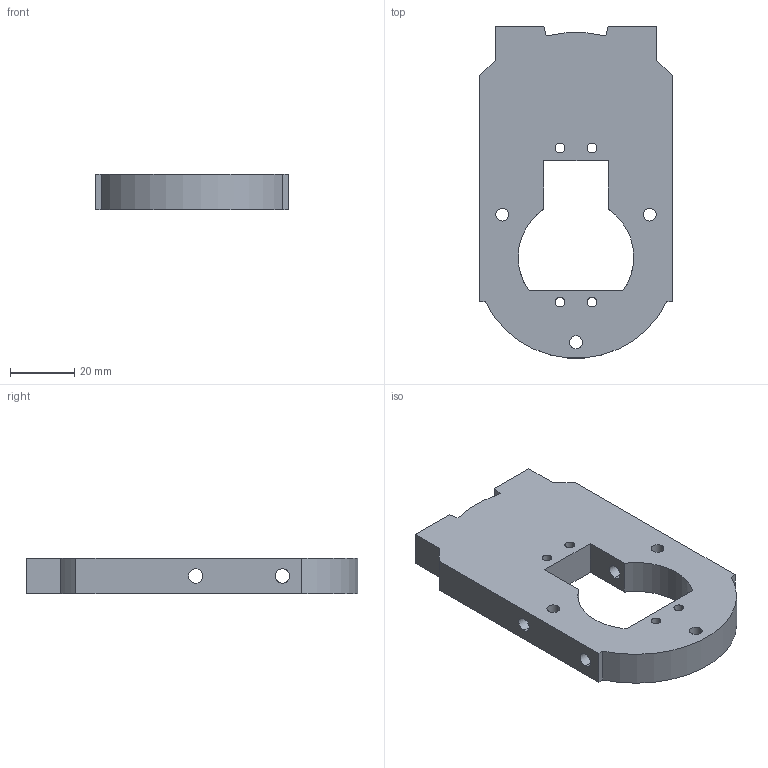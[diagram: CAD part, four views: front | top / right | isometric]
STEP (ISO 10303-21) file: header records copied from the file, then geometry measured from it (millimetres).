
FILE_DESCRIPTION (( 'STEP AP203' ), '1' );
FILE_NAME ('Base plate ¢÷.STE', '2024-05-08T23:56:22', ( '' ), ( '' ), 'SwSTEP 2.0', 'SolidWorks 2024', '' );
FILE_SCHEMA (( 'CONFIG_CONTROL_DESIGN' ));
Length unit declared in the file: millimetre
Products named in the file (1): Base plate Ⅶ
Bounding box: 60 x 103.38 x 11 mm (x, y, z)
Volume: 48424.9 mm3; surface area: 15517.4 mm2
Topology: 1 solids, 1 shells, 45 faces, 129 edges, 86 vertices
Faces by surface type: cylinder 29, plane 16
Entity records: 1718 total; most frequent: CARTESIAN_POINT 365, DIRECTION 271, ORIENTED_EDGE 258, EDGE_CURVE 129, AXIS2_PLACEMENT_3D 100, VERTEX_POINT 86, LINE 71, VECTOR 71
